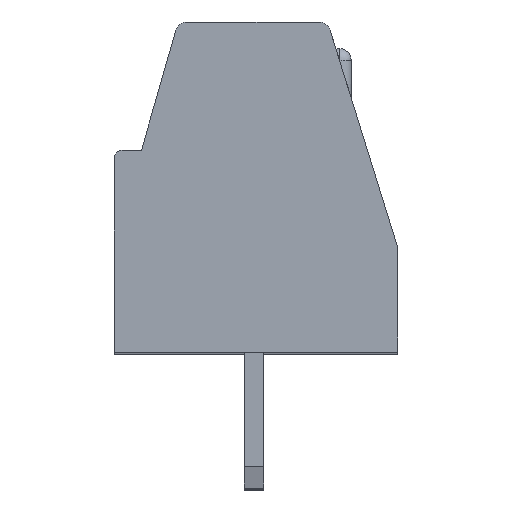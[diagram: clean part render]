
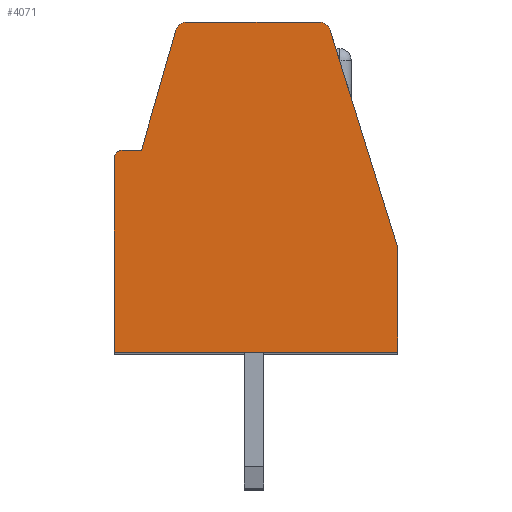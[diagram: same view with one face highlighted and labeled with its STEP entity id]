
A CAD part, top view. The second image highlights one B-rep face of the part: STEP entity #4071.
In plain terms, the highlighted planar face has unit normal (0, 0, 1).
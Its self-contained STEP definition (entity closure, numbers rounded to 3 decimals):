
#14=DIRECTION('',(0.,-1.,0.));
#15=VECTOR('',#14,5.);
#16=CARTESIAN_POINT('',(-3.6,5.,28.575));
#17=LINE('',#16,#15);
#18=CARTESIAN_POINT('',(-3.4,5.,28.575));
#19=DIRECTION('',(0.,0.,1.));
#20=DIRECTION('',(0.,1.,0.));
#21=AXIS2_PLACEMENT_3D('',#18,#19,#20);
#23=DIRECTION('',(-1.,0.,0.));
#24=VECTOR('',#23,0.5);
#25=CARTESIAN_POINT('',(-2.9,5.2,28.575));
#26=LINE('',#25,#24);
#27=DIRECTION('',(-0.276,-0.961,0.));
#28=VECTOR('',#27,3.207);
#29=CARTESIAN_POINT('',(-2.016,8.283,28.575));
#30=LINE('',#29,#28);
#31=CARTESIAN_POINT('',(-1.727,8.2,28.575));
#32=DIRECTION('',(0.,0.,1.));
#33=DIRECTION('',(0.,1.,0.));
#34=AXIS2_PLACEMENT_3D('',#31,#32,#33);
#36=DIRECTION('',(-1.,0.,0.));
#37=VECTOR('',#36,3.4);
#38=CARTESIAN_POINT('',(1.673,8.5,28.575));
#39=LINE('',#38,#37);
#40=CARTESIAN_POINT('',(1.673,8.2,28.575));
#41=DIRECTION('',(0.,0.,1.));
#42=DIRECTION('',(0.955,0.297,0.));
#43=AXIS2_PLACEMENT_3D('',#40,#41,#42);
#45=DIRECTION('',(-0.297,0.955,0.));
#46=VECTOR('',#45,5.854);
#47=CARTESIAN_POINT('',(3.7,2.7,28.575));
#48=LINE('',#47,#46);
#49=DIRECTION('',(0.,1.,0.));
#50=VECTOR('',#49,2.7);
#51=CARTESIAN_POINT('',(3.7,0.,28.575));
#52=LINE('',#51,#50);
#69=DIRECTION('',(1.,0.,0.));
#70=VECTOR('',#69,7.3);
#71=CARTESIAN_POINT('',(-3.6,0.,28.575));
#72=LINE('',#71,#70);
#3284=CARTESIAN_POINT('',(3.7,0.,28.575));
#3285=CARTESIAN_POINT('',(3.7,2.7,28.575));
#3286=VERTEX_POINT('',#3284);
#3287=VERTEX_POINT('',#3285);
#3288=CARTESIAN_POINT('',(1.959,8.289,28.575));
#3289=VERTEX_POINT('',#3288);
#3290=CARTESIAN_POINT('',(1.673,8.5,28.575));
#3291=VERTEX_POINT('',#3290);
#3292=CARTESIAN_POINT('',(-1.727,8.5,28.575));
#3293=VERTEX_POINT('',#3292);
#3294=CARTESIAN_POINT('',(-2.016,8.283,28.575));
#3295=VERTEX_POINT('',#3294);
#3296=CARTESIAN_POINT('',(-2.9,5.2,28.575));
#3297=VERTEX_POINT('',#3296);
#3298=CARTESIAN_POINT('',(-3.4,5.2,28.575));
#3299=VERTEX_POINT('',#3298);
#3300=CARTESIAN_POINT('',(-3.6,5.,28.575));
#3301=VERTEX_POINT('',#3300);
#3302=CARTESIAN_POINT('',(-3.6,0.,28.575));
#3303=VERTEX_POINT('',#3302);
#4044=CARTESIAN_POINT('',(0.,0.,28.575));
#4045=DIRECTION('',(0.,0.,1.));
#4046=DIRECTION('',(1.,0.,0.));
#4047=AXIS2_PLACEMENT_3D('',#4044,#4045,#4046);
#4048=PLANE('',#4047);
#4050=ORIENTED_EDGE('',*,*,#4049,.F.);
#4052=ORIENTED_EDGE('',*,*,#4051,.F.);
#4054=ORIENTED_EDGE('',*,*,#4053,.F.);
#4056=ORIENTED_EDGE('',*,*,#4055,.F.);
#4058=ORIENTED_EDGE('',*,*,#4057,.F.);
#4060=ORIENTED_EDGE('',*,*,#4059,.F.);
#4062=ORIENTED_EDGE('',*,*,#4061,.F.);
#4064=ORIENTED_EDGE('',*,*,#4063,.F.);
#4066=ORIENTED_EDGE('',*,*,#4065,.F.);
#4068=ORIENTED_EDGE('',*,*,#4067,.F.);
#4069=EDGE_LOOP('',(#4050,#4052,#4054,#4056,#4058,#4060,#4062,#4064,#4066,
#4068));
#4070=FACE_OUTER_BOUND('',#4069,.F.);
#22=CIRCLE('',#21,0.2);
#35=CIRCLE('',#34,0.3);
#44=CIRCLE('',#43,0.3);
#4049=EDGE_CURVE('',#3303,#3286,#72,.T.);
#4051=EDGE_CURVE('',#3301,#3303,#17,.T.);
#4053=EDGE_CURVE('',#3299,#3301,#22,.T.);
#4055=EDGE_CURVE('',#3297,#3299,#26,.T.);
#4057=EDGE_CURVE('',#3295,#3297,#30,.T.);
#4059=EDGE_CURVE('',#3293,#3295,#35,.T.);
#4061=EDGE_CURVE('',#3291,#3293,#39,.T.);
#4063=EDGE_CURVE('',#3289,#3291,#44,.T.);
#4065=EDGE_CURVE('',#3287,#3289,#48,.T.);
#4067=EDGE_CURVE('',#3286,#3287,#52,.T.);
#4071=ADVANCED_FACE('',(#4070),#4048,.T.);
